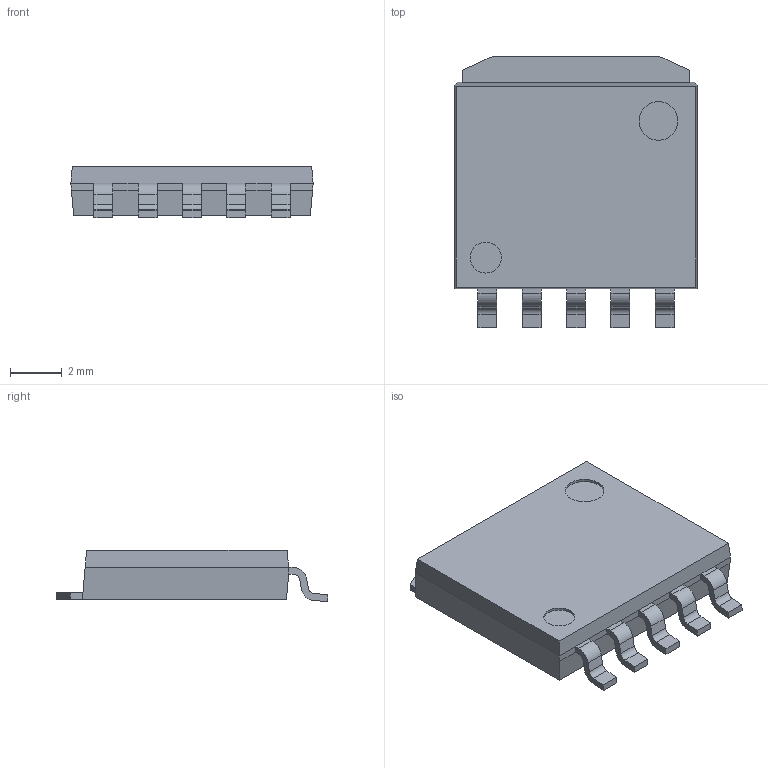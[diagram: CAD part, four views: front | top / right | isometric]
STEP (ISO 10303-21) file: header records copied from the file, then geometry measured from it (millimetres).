
FILE_DESCRIPTION (( 'STEP AP214' ), '1' );
FILE_NAME ('HRP5.STEP', '2020-09-30T03:31:06', ( '' ), ( '' ), 'SwSTEP 2.0', 'SolidWorks 2013', '' );
FILE_SCHEMA (( 'AUTOMOTIVE_DESIGN' ));
Length unit declared in the file: millimetre
Products named in the file (1): HRP5
Bounding box: 9.39 x 10.54 x 1.99 mm (x, y, z)
Volume: 143.9 mm3; surface area: 250.1 mm2
Topology: 1 solids, 1 shells, 94 faces, 251 edges, 162 vertices
Faces by surface type: plane 70, cylinder 24
Entity records: 3721 total; most frequent: CARTESIAN_POINT 508, ORIENTED_EDGE 502, DIRECTION 489, EDGE_CURVE 251, LINE 203, VECTOR 203, VERTEX_POINT 162, AXIS2_PLACEMENT_3D 143
